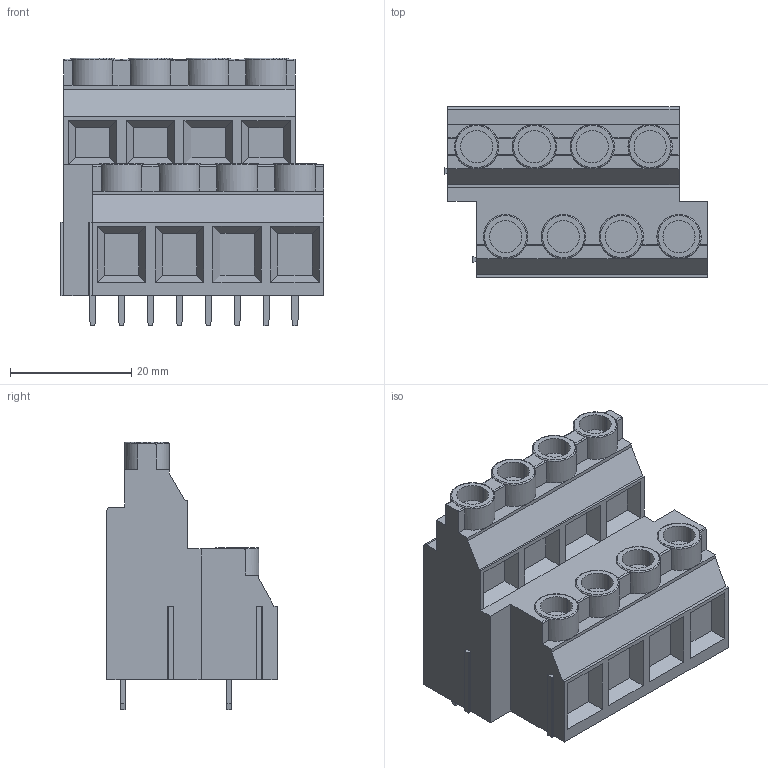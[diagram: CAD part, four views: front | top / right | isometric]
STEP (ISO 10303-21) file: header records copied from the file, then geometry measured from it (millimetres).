
FILE_DESCRIPTION(('CATIA V5 STEP Exchange','CAx-IF Rec.Pracs.--- Model Styling and Organization---1.2---2011-12-15'),'2;1');
FILE_NAME ('D1459223_0_1926360000_1926360000.stp','2018-09-07T06:05:02+00:00',('none'),('Weidmueller'),'CATIA Version 5-6 Release 2014','CATIA V5 STEP AP214','none');
FILE_SCHEMA(('AUTOMOTIVE_DESIGN { 1 0 10303 214 1 1 1 1 }'));
Length unit declared in the file: millimetre
Products named in the file (1): 1926360000
Bounding box: 43.44 x 28 x 44.1 mm (x, y, z)
Volume: 27065.3 mm3; surface area: 7611.3 mm2
Topology: 9 solids, 9 shells, 262 faces, 665 edges, 433 vertices
Faces by surface type: plane 190, cylinder 56, torus 16
Entity records: 7173 total; most frequent: CARTESIAN_POINT 1380, ORIENTED_EDGE 1330, DIRECTION 915, EDGE_CURVE 665, VECTOR 450, LINE 450, VERTEX_POINT 433, AXIS2_PLACEMENT_3D 313
